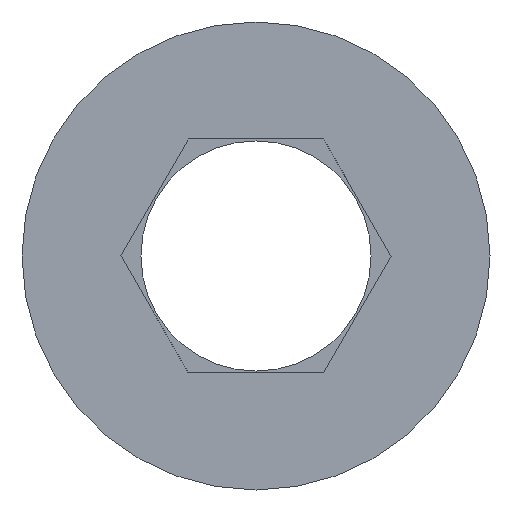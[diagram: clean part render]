
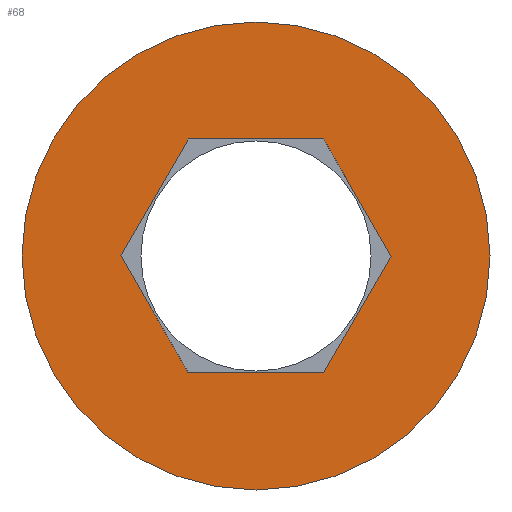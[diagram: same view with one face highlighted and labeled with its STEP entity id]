
A CAD part, front view. The second image highlights one B-rep face of the part: STEP entity #68.
In plain terms, the highlighted planar face has unit normal (0, -1, 0).
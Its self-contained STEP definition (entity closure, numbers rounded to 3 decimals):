
#8 = EDGE_CURVE ( 'NONE', #249, #35, #197, .T. ) ;
#10 = ORIENTED_EDGE ( 'NONE', *, *, #427, .T. ) ;
#31 = CARTESIAN_POINT ( 'NONE',  ( -6.928, 0., 0. ) ) ;
#35 = VERTEX_POINT ( 'NONE', #452 ) ;
#43 = ORIENTED_EDGE ( 'NONE', *, *, #273, .T. ) ;
#48 = CARTESIAN_POINT ( 'NONE',  ( 0., 0., -12. ) ) ;
#63 = ORIENTED_EDGE ( 'NONE', *, *, #312, .F. ) ;
#64 = CARTESIAN_POINT ( 'NONE',  ( 0., 0., 0. ) ) ;
#68 = ADVANCED_FACE ( 'NONE', ( #163, #455 ), #449, .F. ) ;
#74 = CARTESIAN_POINT ( 'NONE',  ( 3.464, 0., -6. ) ) ;
#80 = AXIS2_PLACEMENT_3D ( 'NONE', #89, #269, #92 ) ;
#89 = CARTESIAN_POINT ( 'NONE',  ( 0., 0., 0. ) ) ;
#90 = DIRECTION ( 'NONE',  ( -1., 0., 0. ) ) ;
#92 = DIRECTION ( 'NONE',  ( 0., 0., 1. ) ) ;
#99 = CARTESIAN_POINT ( 'NONE',  ( 0., 0., 12. ) ) ;
#111 = VECTOR ( 'NONE', #387, 1000. ) ;
#112 = VECTOR ( 'NONE', #325, 1000. ) ;
#114 = VERTEX_POINT ( 'NONE', #31 ) ;
#121 = EDGE_CURVE ( 'NONE', #114, #374, #173, .T. ) ;
#127 = DIRECTION ( 'NONE',  ( 0., 0., 1. ) ) ;
#136 = DIRECTION ( 'NONE',  ( 0.5, 0., 0.866 ) ) ;
#140 = EDGE_CURVE ( 'NONE', #374, #249, #326, .T. ) ;
#152 = EDGE_LOOP ( 'NONE', ( #43, #440, #10, #225, #218, #371 ) ) ;
#153 = ORIENTED_EDGE ( 'NONE', *, *, #208, .F. ) ;
#154 = AXIS2_PLACEMENT_3D ( 'NONE', #231, #401, #301 ) ;
#163 = FACE_OUTER_BOUND ( 'NONE', #433, .T. ) ;
#166 = CARTESIAN_POINT ( 'NONE',  ( 3.464, 0., 6. ) ) ;
#169 = EDGE_CURVE ( 'NONE', #358, #408, #266, .T. ) ;
#173 = LINE ( 'NONE', #315, #319 ) ;
#175 = VERTEX_POINT ( 'NONE', #48 ) ;
#192 = CARTESIAN_POINT ( 'NONE',  ( 3.464, 0., 6. ) ) ;
#197 = LINE ( 'NONE', #166, #283 ) ;
#208 = EDGE_CURVE ( 'NONE', #175, #331, #239, .T. ) ;
#212 = DIRECTION ( 'NONE',  ( 0., 1., 0. ) ) ;
#218 = ORIENTED_EDGE ( 'NONE', *, *, #140, .T. ) ;
#223 = LINE ( 'NONE', #250, #112 ) ;
#225 = ORIENTED_EDGE ( 'NONE', *, *, #121, .T. ) ;
#231 = CARTESIAN_POINT ( 'NONE',  ( 0., 0., 0. ) ) ;
#232 = VECTOR ( 'NONE', #90, 1000. ) ;
#239 = CIRCLE ( 'NONE', #154, 12. ) ;
#249 = VERTEX_POINT ( 'NONE', #192 ) ;
#250 = CARTESIAN_POINT ( 'NONE',  ( -3.464, 0., -6. ) ) ;
#266 = LINE ( 'NONE', #74, #232 ) ;
#269 = DIRECTION ( 'NONE',  ( 0., 1., 0. ) ) ;
#271 = DIRECTION ( 'NONE',  ( 0.5, 0., -0.866 ) ) ;
#273 = EDGE_CURVE ( 'NONE', #35, #358, #343, .T. ) ;
#275 = AXIS2_PLACEMENT_3D ( 'NONE', #64, #212, #127 ) ;
#283 = VECTOR ( 'NONE', #271, 1000. ) ;
#301 = DIRECTION ( 'NONE',  ( 0., 0., 1. ) ) ;
#310 = CARTESIAN_POINT ( 'NONE',  ( -3.464, 0., 6. ) ) ;
#312 = EDGE_CURVE ( 'NONE', #331, #175, #345, .T. ) ;
#315 = CARTESIAN_POINT ( 'NONE',  ( -6.928, 0., 0. ) ) ;
#319 = VECTOR ( 'NONE', #136, 1000. ) ;
#325 = DIRECTION ( 'NONE',  ( -0.5, 0., 0.866 ) ) ;
#326 = LINE ( 'NONE', #448, #436 ) ;
#331 = VERTEX_POINT ( 'NONE', #99 ) ;
#335 = DIRECTION ( 'NONE',  ( 1., 0., 0. ) ) ;
#343 = LINE ( 'NONE', #419, #111 ) ;
#345 = CIRCLE ( 'NONE', #275, 12. ) ;
#351 = CARTESIAN_POINT ( 'NONE',  ( 3.464, 0., -6. ) ) ;
#358 = VERTEX_POINT ( 'NONE', #351 ) ;
#371 = ORIENTED_EDGE ( 'NONE', *, *, #8, .T. ) ;
#374 = VERTEX_POINT ( 'NONE', #310 ) ;
#387 = DIRECTION ( 'NONE',  ( -0.5, 0., -0.866 ) ) ;
#401 = DIRECTION ( 'NONE',  ( 0., 1., 0. ) ) ;
#408 = VERTEX_POINT ( 'NONE', #465 ) ;
#419 = CARTESIAN_POINT ( 'NONE',  ( 6.928, 0., 0. ) ) ;
#427 = EDGE_CURVE ( 'NONE', #408, #114, #223, .T. ) ;
#433 = EDGE_LOOP ( 'NONE', ( #153, #63 ) ) ;
#436 = VECTOR ( 'NONE', #335, 1000. ) ;
#440 = ORIENTED_EDGE ( 'NONE', *, *, #169, .T. ) ;
#448 = CARTESIAN_POINT ( 'NONE',  ( -3.464, 0., 6. ) ) ;
#449 = PLANE ( 'NONE',  #80 ) ;
#452 = CARTESIAN_POINT ( 'NONE',  ( 6.928, 0., 0. ) ) ;
#455 = FACE_BOUND ( 'NONE', #152, .T. ) ;
#465 = CARTESIAN_POINT ( 'NONE',  ( -3.464, 0., -6. ) ) ;
